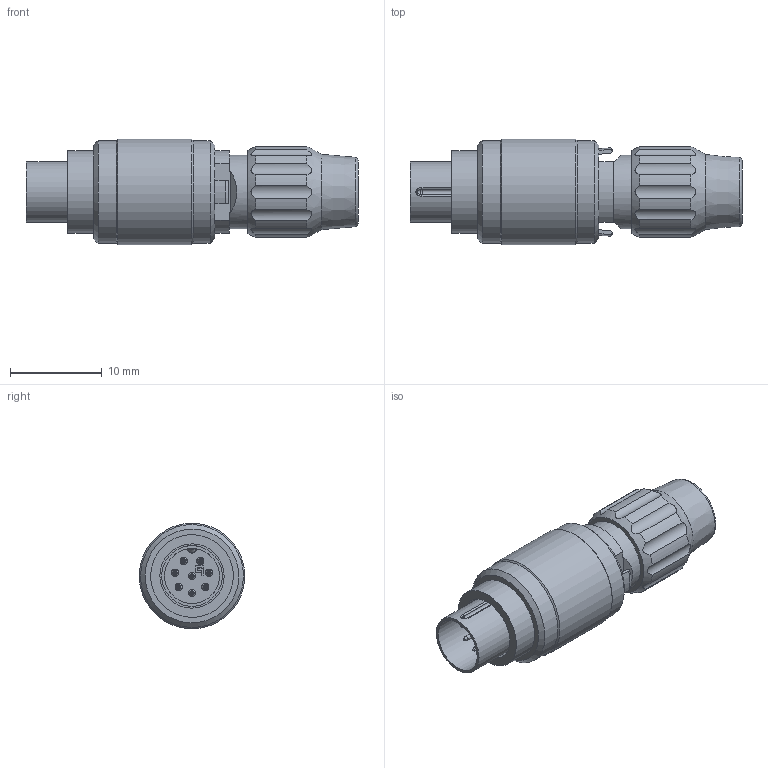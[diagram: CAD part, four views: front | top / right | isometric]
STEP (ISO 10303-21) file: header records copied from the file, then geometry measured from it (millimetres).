
FILE_DESCRIPTION(/* description */ (''),/* implementation_level */ '2;1');
FILE_NAME(/* name */ '99-0479-102-08_bg.stp',/* time_stamp */ '2010-03-02T14:02:44+01:00',/* author */ (''),/* organization */ (''),/* preprocessor_version */ 'ST-DEVELOPER v11',/* originating_system */ 'UGS - NX 5.0',/* authorisation */ '');
FILE_SCHEMA (('CONFIG_CONTROL_DESIGN'));
Length unit declared in the file: millimetre
Products named in the file (1): kbor8298nad4
Bounding box: 36.15 x 11.49 x 11.49 mm (x, y, z)
Volume: 2366.8 mm3; surface area: 1797.9 mm2
Topology: 1 solids, 1 shells, 147 faces, 352 edges, 225 vertices
Faces by surface type: cylinder 53, plane 49, cone 26, bspline 13, torus 4, sphere 2
Full cylindrical faces by diameter (mm): 0.5 x8, 6 x1, 6.6 x1, 7 x1, 8 x1, 9 x1, 9.15 x1, 11.2 x2, 11.5 x1
Entity records: 4643 total; most frequent: CARTESIAN_POINT 1535, DIRECTION 624, ORIENTED_EDGE 556, EDGE_CURVE 278, AXIS2_PLACEMENT_3D 257, EDGE_LOOP 216, VERTEX_POINT 202, ADVANCED_FACE 147
